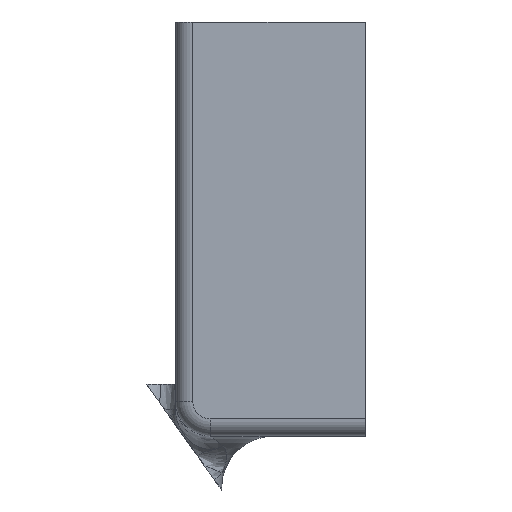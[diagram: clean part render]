
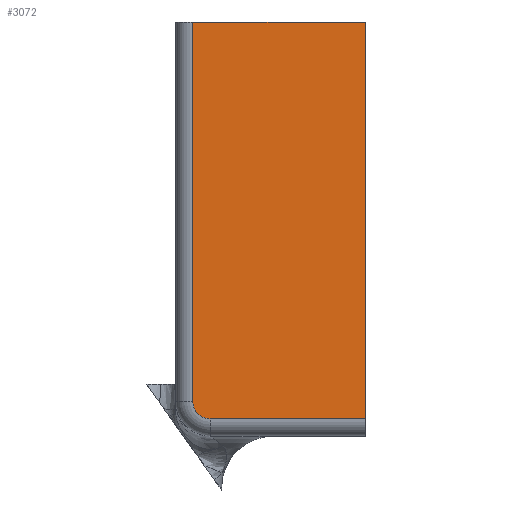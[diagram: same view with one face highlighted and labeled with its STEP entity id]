
A CAD part, top view. The second image highlights one B-rep face of the part: STEP entity #3072.
In plain terms, the highlighted planar face has unit normal (0, 0, 1).
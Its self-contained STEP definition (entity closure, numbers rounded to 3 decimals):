
#64 = DIRECTION ( 'NONE',  ( 1., 0., 0. ) ) ;
#171 = CARTESIAN_POINT ( 'NONE',  ( 37.525, 88.823, 55. ) ) ;
#496 = ORIENTED_EDGE ( 'NONE', *, *, #1015, .F. ) ;
#633 = VECTOR ( 'NONE', #3206, 1000. ) ;
#911 = DIRECTION ( 'NONE',  ( 0., 0., -1. ) ) ;
#987 = EDGE_LOOP ( 'NONE', ( #496, #4928, #3254, #4459, #3289 ) ) ;
#1015 = EDGE_CURVE ( 'NONE', #4990, #1957, #5309, .T. ) ;
#1043 = CARTESIAN_POINT ( 'NONE',  ( 87.525, 93.823, 55. ) ) ;
#1118 = EDGE_CURVE ( 'NONE', #3319, #3449, #1360, .T. ) ;
#1360 = LINE ( 'NONE', #2830, #633 ) ;
#1394 = EDGE_CURVE ( 'NONE', #5934, #1957, #4484, .T. ) ;
#1574 = LINE ( 'NONE', #5502, #4043 ) ;
#1787 = VECTOR ( 'NONE', #4097, 1000. ) ;
#1836 = DIRECTION ( 'NONE',  ( 1., 0., 0. ) ) ;
#1957 = VERTEX_POINT ( 'NONE', #5118 ) ;
#2345 = EDGE_CURVE ( 'NONE', #4990, #3319, #3301, .T. ) ;
#2830 = CARTESIAN_POINT ( 'NONE',  ( 87.525, 88.823, 55. ) ) ;
#3072 = ADVANCED_FACE ( 'NONE', ( #4086 ), #3561, .T. ) ;
#3123 = DIRECTION ( 'NONE',  ( 1., 0., 0. ) ) ;
#3206 = DIRECTION ( 'NONE',  ( 0., 1., 0. ) ) ;
#3254 = ORIENTED_EDGE ( 'NONE', *, *, #1118, .T. ) ;
#3289 = ORIENTED_EDGE ( 'NONE', *, *, #1394, .T. ) ;
#3301 = LINE ( 'NONE', #1043, #3668 ) ;
#3319 = VERTEX_POINT ( 'NONE', #4813 ) ;
#3343 = CARTESIAN_POINT ( 'NONE',  ( 37.525, 208.823, 55. ) ) ;
#3449 = VERTEX_POINT ( 'NONE', #4026 ) ;
#3561 = PLANE ( 'NONE',  #4239 ) ;
#3586 = CARTESIAN_POINT ( 'NONE',  ( 32.525, 88.823, 55. ) ) ;
#3668 = VECTOR ( 'NONE', #64, 1000. ) ;
#4006 = DIRECTION ( 'NONE',  ( 0., 0., 1. ) ) ;
#4026 = CARTESIAN_POINT ( 'NONE',  ( 87.525, 208.823, 55. ) ) ;
#4043 = VECTOR ( 'NONE', #3123, 1000. ) ;
#4086 = FACE_OUTER_BOUND ( 'NONE', #987, .T. ) ;
#4097 = DIRECTION ( 'NONE',  ( 0., -1., 0. ) ) ;
#4239 = AXIS2_PLACEMENT_3D ( 'NONE', #3586, #4006, #5519 ) ;
#4459 = ORIENTED_EDGE ( 'NONE', *, *, #5331, .F. ) ;
#4484 = LINE ( 'NONE', #171, #1787 ) ;
#4813 = CARTESIAN_POINT ( 'NONE',  ( 87.525, 93.823, 55. ) ) ;
#4928 = ORIENTED_EDGE ( 'NONE', *, *, #2345, .T. ) ;
#4990 = VERTEX_POINT ( 'NONE', #5571 ) ;
#5118 = CARTESIAN_POINT ( 'NONE',  ( 37.525, 98.823, 55. ) ) ;
#5309 = CIRCLE ( 'NONE', #5604, 5. ) ;
#5331 = EDGE_CURVE ( 'NONE', #5934, #3449, #1574, .T. ) ;
#5502 = CARTESIAN_POINT ( 'NONE',  ( 32.525, 208.823, 55. ) ) ;
#5519 = DIRECTION ( 'NONE',  ( 1., 0., 0. ) ) ;
#5571 = CARTESIAN_POINT ( 'NONE',  ( 42.525, 93.823, 55. ) ) ;
#5604 = AXIS2_PLACEMENT_3D ( 'NONE', #6176, #911, #1836 ) ;
#5934 = VERTEX_POINT ( 'NONE', #3343 ) ;
#6176 = CARTESIAN_POINT ( 'NONE',  ( 42.525, 98.823, 55. ) ) ;
